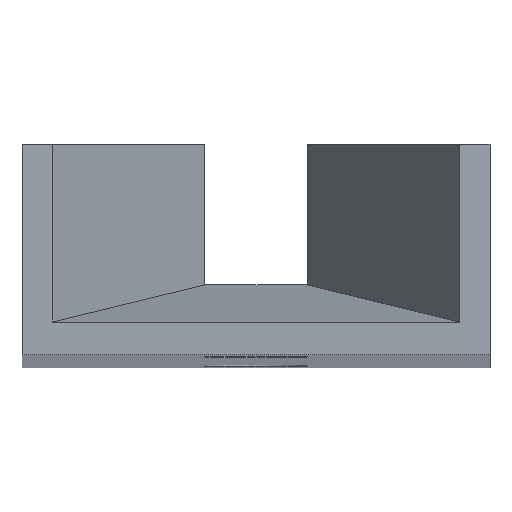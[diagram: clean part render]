
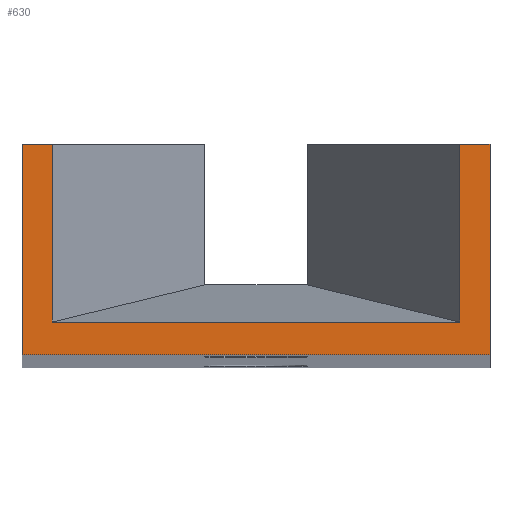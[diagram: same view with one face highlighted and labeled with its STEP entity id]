
A CAD part, top view. The second image highlights one B-rep face of the part: STEP entity #630.
In plain terms, the highlighted planar face has unit normal (0, 0, 1).
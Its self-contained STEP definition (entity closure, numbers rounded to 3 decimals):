
#58=FACE_OUTER_BOUND('',#90,.T.);
#90=EDGE_LOOP('',(#437,#438,#439,#440,#441,#442,#443,#444));
#137=LINE('',#939,#209);
#140=LINE('',#945,#212);
#141=LINE('',#947,#213);
#142=LINE('',#949,#214);
#143=LINE('',#951,#215);
#144=LINE('',#953,#216);
#145=LINE('',#955,#217);
#146=LINE('',#956,#218);
#209=VECTOR('',#749,10.);
#212=VECTOR('',#754,10.);
#213=VECTOR('',#755,10.);
#214=VECTOR('',#756,10.);
#215=VECTOR('',#757,10.);
#216=VECTOR('',#758,10.);
#217=VECTOR('',#759,10.);
#218=VECTOR('',#760,10.);
#280=VERTEX_POINT('',#936);
#281=VERTEX_POINT('',#938);
#283=VERTEX_POINT('',#944);
#284=VERTEX_POINT('',#946);
#285=VERTEX_POINT('',#948);
#286=VERTEX_POINT('',#950);
#287=VERTEX_POINT('',#952);
#288=VERTEX_POINT('',#954);
#341=EDGE_CURVE('',#280,#281,#137,.T.);
#344=EDGE_CURVE('',#281,#283,#140,.T.);
#345=EDGE_CURVE('',#280,#284,#141,.T.);
#346=EDGE_CURVE('',#285,#284,#142,.T.);
#347=EDGE_CURVE('',#286,#285,#143,.T.);
#348=EDGE_CURVE('',#286,#287,#144,.T.);
#349=EDGE_CURVE('',#287,#288,#145,.T.);
#350=EDGE_CURVE('',#283,#288,#146,.T.);
#437=ORIENTED_EDGE('',*,*,#344,.F.);
#438=ORIENTED_EDGE('',*,*,#341,.F.);
#439=ORIENTED_EDGE('',*,*,#345,.T.);
#440=ORIENTED_EDGE('',*,*,#346,.F.);
#441=ORIENTED_EDGE('',*,*,#347,.F.);
#442=ORIENTED_EDGE('',*,*,#348,.T.);
#443=ORIENTED_EDGE('',*,*,#349,.T.);
#444=ORIENTED_EDGE('',*,*,#350,.F.);
#608=PLANE('',#677);
#630=ADVANCED_FACE('',(#58),#608,.T.);
#677=AXIS2_PLACEMENT_3D('',#943,#752,#753);
#749=DIRECTION('',(1.,0.,0.));
#752=DIRECTION('center_axis',(0.,0.,1.));
#753=DIRECTION('ref_axis',(1.,0.,0.));
#754=DIRECTION('',(0.,1.,0.));
#755=DIRECTION('',(0.,1.,0.));
#756=DIRECTION('',(1.,0.,0.));
#757=DIRECTION('',(0.,1.,0.));
#758=DIRECTION('',(1.,0.,0.));
#759=DIRECTION('',(0.,1.,0.));
#760=DIRECTION('',(1.,0.,0.));
#936=CARTESIAN_POINT('',(-4.35,0.7,80.));
#938=CARTESIAN_POINT('',(4.35,0.7,80.));
#939=CARTESIAN_POINT('',(-2.5,0.7,80.));
#943=CARTESIAN_POINT('Origin',(-5.,0.,80.));
#944=CARTESIAN_POINT('',(4.35,4.5,80.));
#945=CARTESIAN_POINT('',(4.35,0.,80.));
#946=CARTESIAN_POINT('',(-4.35,4.5,80.));
#947=CARTESIAN_POINT('',(-4.35,0.,80.));
#948=CARTESIAN_POINT('',(-5.,4.5,80.));
#949=CARTESIAN_POINT('',(-5.,4.5,80.));
#950=CARTESIAN_POINT('',(-5.,0.,80.));
#951=CARTESIAN_POINT('',(-5.,0.,80.));
#952=CARTESIAN_POINT('',(5.,0.,80.));
#953=CARTESIAN_POINT('',(-5.,0.,80.));
#954=CARTESIAN_POINT('',(5.,4.5,80.));
#955=CARTESIAN_POINT('',(5.,0.,80.));
#956=CARTESIAN_POINT('',(-5.,4.5,80.));
